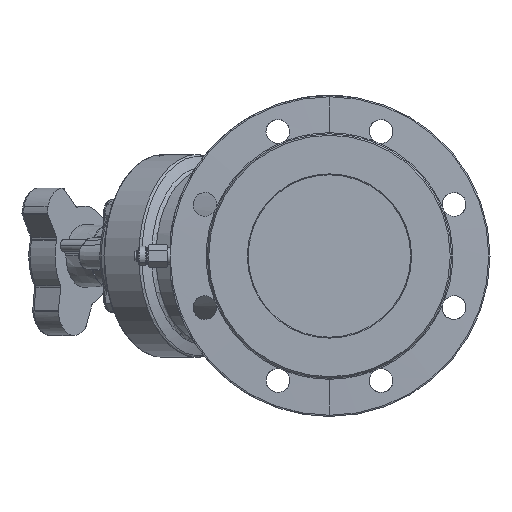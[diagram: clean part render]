
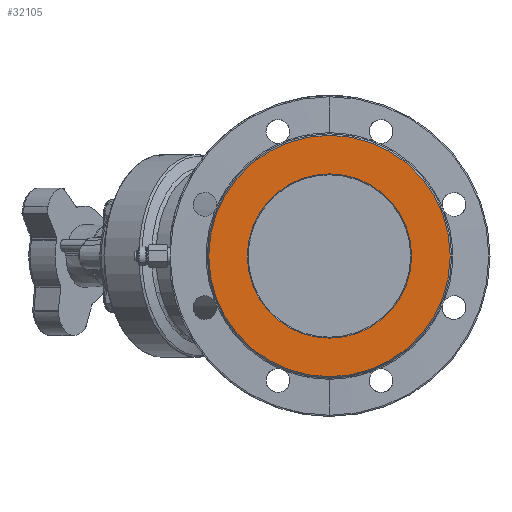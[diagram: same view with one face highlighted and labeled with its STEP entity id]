
A CAD part, left-side view. The second image highlights one B-rep face of the part: STEP entity #32105.
In plain terms, the highlighted planar face has unit normal (-1, 0, 0).
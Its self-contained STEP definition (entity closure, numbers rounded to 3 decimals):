
#12046=CARTESIAN_POINT('Axis2P3D Location',(-100.,0.,0.)) ;
#12050=CARTESIAN_POINT('Vertex',(-100.,0.,94.)) ;
#12052=CARTESIAN_POINT('Vertex',(-100.,0.,-94.)) ;
#12341=CARTESIAN_POINT('Vertex',(-100.,0.,-63.943)) ;
#12344=CARTESIAN_POINT('Axis2P3D Location',(-100.,0.,0.)) ;
#12348=CARTESIAN_POINT('Vertex',(-100.,0.,63.943)) ;
#30385=CARTESIAN_POINT('Axis2P3D Location',(-100.,0.,0.)) ;
#32087=CARTESIAN_POINT('Axis2P3D Location',(-100.,112.557,0.)) ;
#32092=CARTESIAN_POINT('Axis2P3D Location',(-100.,0.,0.)) ;
#12047=DIRECTION('Axis2P3D Direction',(1.,0.,0.)) ;
#12345=DIRECTION('Axis2P3D Direction',(-1.,0.,0.)) ;
#30386=DIRECTION('Axis2P3D Direction',(-1.,0.,0.)) ;
#32088=DIRECTION('Axis2P3D Direction',(-1.,0.,0.)) ;
#32089=DIRECTION('Axis2P3D XDirection',(0.,0.,1.)) ;
#32093=DIRECTION('Axis2P3D Direction',(-1.,0.,0.)) ;
#12048=AXIS2_PLACEMENT_3D('Circle Axis2P3D',#12046,#12047,$) ;
#12346=AXIS2_PLACEMENT_3D('Circle Axis2P3D',#12344,#12345,$) ;
#30387=AXIS2_PLACEMENT_3D('Circle Axis2P3D',#30385,#30386,$) ;
#32090=AXIS2_PLACEMENT_3D('Plane Axis2P3D',#32087,#32088,#32089) ;
#32094=AXIS2_PLACEMENT_3D('Circle Axis2P3D',#32092,#32093,$) ;
#12049=CIRCLE('generated circle',#12048,94.) ;
#12347=CIRCLE('generated circle',#12346,63.943) ;
#30388=CIRCLE('generated circle',#30387,63.943) ;
#32095=CIRCLE('generated circle',#32094,94.) ;
#32091=PLANE('',#32090) ;
#32104=FACE_BOUND('',#32101,.T.) ;
#12054=EDGE_CURVE('',#12051,#12053,#12049,.F.) ;
#12350=EDGE_CURVE('',#12349,#12342,#12347,.F.) ;
#30389=EDGE_CURVE('',#12342,#12349,#30388,.F.) ;
#32096=EDGE_CURVE('',#12053,#12051,#32095,.T.) ;
#32098=ORIENTED_EDGE('',*,*,#32096,.T.) ;
#32099=ORIENTED_EDGE('',*,*,#12054,.T.) ;
#32102=ORIENTED_EDGE('',*,*,#12350,.T.) ;
#32103=ORIENTED_EDGE('',*,*,#30389,.T.) ;
#32097=EDGE_LOOP('',(#32098,#32099)) ;
#32101=EDGE_LOOP('',(#32102,#32103)) ;
#12051=VERTEX_POINT('',#12050) ;
#12053=VERTEX_POINT('',#12052) ;
#12342=VERTEX_POINT('',#12341) ;
#12349=VERTEX_POINT('',#12348) ;
#32105=ADVANCED_FACE('NONE',(#32100,#32104),#32091,.T.) ;
#32100=FACE_OUTER_BOUND('',#32097,.T.) ;
